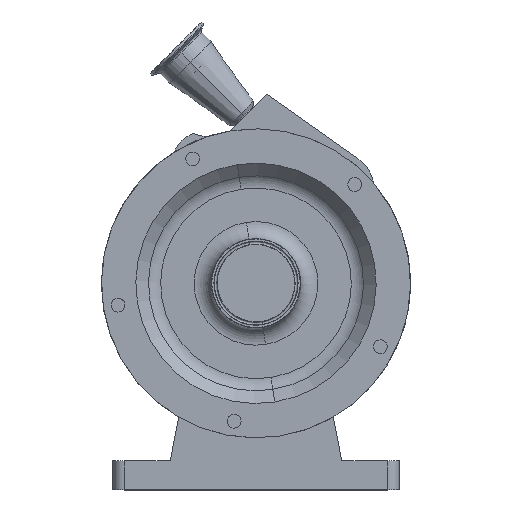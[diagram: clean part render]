
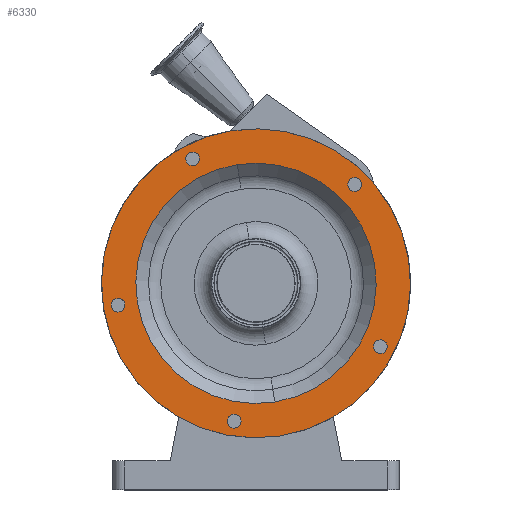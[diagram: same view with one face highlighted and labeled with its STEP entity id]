
A CAD part, top view. The second image highlights one B-rep face of the part: STEP entity #6330.
In plain terms, the highlighted planar face has unit normal (0, 0, 1).
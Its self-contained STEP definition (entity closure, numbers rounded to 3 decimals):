
#252 = VERTEX_POINT ( 'NONE', #1676 ) ;
#282 = VERTEX_POINT ( 'NONE', #6029 ) ;
#301 = VERTEX_POINT ( 'NONE', #6161 ) ;
#372 = EDGE_CURVE ( 'NONE', #301, #252, #6232, .T. ) ;
#409 = VERTEX_POINT ( 'NONE', #6402 ) ;
#412 = VERTEX_POINT ( 'NONE', #6461 ) ;
#419 = VERTEX_POINT ( 'NONE', #6475 ) ;
#429 = VERTEX_POINT ( 'NONE', #6497 ) ;
#430 = EDGE_CURVE ( 'NONE', #434, #429, #6471, .T. ) ;
#434 = VERTEX_POINT ( 'NONE', #6636 ) ;
#438 = EDGE_CURVE ( 'NONE', #475, #409, #6602, .T. ) ;
#442 = EDGE_CURVE ( 'NONE', #493, #480, #6637, .T. ) ;
#451 = VERTEX_POINT ( 'NONE', #6727 ) ;
#461 = VERTEX_POINT ( 'NONE', #6613 ) ;
#471 = EDGE_CURVE ( 'NONE', #282, #481, #6859, .T. ) ;
#475 = VERTEX_POINT ( 'NONE', #6820 ) ;
#479 = EDGE_CURVE ( 'NONE', #412, #419, #6832, .T. ) ;
#480 = VERTEX_POINT ( 'NONE', #6861 ) ;
#481 = VERTEX_POINT ( 'NONE', #6860 ) ;
#484 = EDGE_CURVE ( 'NONE', #461, #451, #6817, .T. ) ;
#493 = VERTEX_POINT ( 'NONE', #6796 ) ;
#576 = EDGE_CURVE ( 'NONE', #451, #461, #7113, .T. ) ;
#1676 = CARTESIAN_POINT ( 'NONE',  ( 21.119, -133.338, 200. ) ) ;
#1810 = DIRECTION ( 'NONE',  ( -0.988, 0.156, 0. ) ) ;
#1811 = DIRECTION ( 'NONE',  ( 0., 0., 1. ) ) ;
#1812 = CARTESIAN_POINT ( 'NONE',  ( -19.085, -120.498, 200. ) ) ;
#1813 = AXIS2_PLACEMENT_3D ( 'NONE', #1812, #1811, #1810 ) ;
#1814 = CIRCLE ( 'NONE', #1813, 6. ) ;
#1831 = CARTESIAN_POINT ( 'NONE',  ( -38.52, -6.101, 200. ) ) ;
#1844 = CIRCLE ( 'NONE', #1899, 6. ) ;
#1847 = CIRCLE ( 'NONE', #1884, 6. ) ;
#1855 = PLANE ( 'NONE',  #1881 ) ;
#1856 = FACE_BOUND ( 'NONE', #5797, .T. ) ;
#1864 = FACE_BOUND ( 'NONE', #6572, .T. ) ;
#1867 = FACE_BOUND ( 'NONE', #6534, .T. ) ;
#1868 = FACE_BOUND ( 'NONE', #6566, .T. ) ;
#1869 = FACE_OUTER_BOUND ( 'NONE', #5793, .T. ) ;
#1881 = AXIS2_PLACEMENT_3D ( 'NONE', #1831, #1889, #1888 ) ;
#1882 = DIRECTION ( 'NONE',  ( 0., 0., 1. ) ) ;
#1883 = CARTESIAN_POINT ( 'NONE',  ( 86.267, 86.267, 200. ) ) ;
#1884 = AXIS2_PLACEMENT_3D ( 'NONE', #1883, #1882, #1891 ) ;
#1888 = DIRECTION ( 'NONE',  ( 0.156, -0.988, 0. ) ) ;
#1889 = DIRECTION ( 'NONE',  ( 0., 0., -1. ) ) ;
#1890 = FACE_BOUND ( 'NONE', #5791, .T. ) ;
#1891 = DIRECTION ( 'NONE',  ( 0.707, -0.707, 0. ) ) ;
#1892 = FACE_BOUND ( 'NONE', #5813, .T. ) ;
#1899 = AXIS2_PLACEMENT_3D ( 'NONE', #1910, #1905, #1903 ) ;
#1903 = DIRECTION ( 'NONE',  ( -0.454, -0.891, 0. ) ) ;
#1905 = DIRECTION ( 'NONE',  ( 0., 0., 1. ) ) ;
#1910 = CARTESIAN_POINT ( 'NONE',  ( 108.703, -55.387, 200. ) ) ;
#1918 = DIRECTION ( 'NONE',  ( 0., 0., 1. ) ) ;
#1920 = CARTESIAN_POINT ( 'NONE',  ( -55.387, 108.703, 200. ) ) ;
#1930 = CIRCLE ( 'NONE', #1949, 6. ) ;
#1949 = AXIS2_PLACEMENT_3D ( 'NONE', #1920, #1918, #1964 ) ;
#1964 = DIRECTION ( 'NONE',  ( 0.891, 0.454, 0. ) ) ;
#2022 = CARTESIAN_POINT ( 'NONE',  ( -120.498, -19.085, 200. ) ) ;
#2038 = DIRECTION ( 'NONE',  ( 0., 0., 1. ) ) ;
#2064 = CIRCLE ( 'NONE', #2066, 6. ) ;
#2066 = AXIS2_PLACEMENT_3D ( 'NONE', #2022, #2038, #2068 ) ;
#2068 = DIRECTION ( 'NONE',  ( -0.156, 0.988, 0. ) ) ;
#2089 = DIRECTION ( 'NONE',  ( -0.156, 0.988, 0. ) ) ;
#2103 = CIRCLE ( 'NONE', #2140, 135. ) ;
#2138 = DIRECTION ( 'NONE',  ( 0., 0., 1. ) ) ;
#2139 = CARTESIAN_POINT ( 'NONE',  ( 0., 0., 200. ) ) ;
#2140 = AXIS2_PLACEMENT_3D ( 'NONE', #2139, #2138, #2089 ) ;
#5791 = EDGE_LOOP ( 'NONE', ( #5814, #6608 ) ) ;
#5793 = EDGE_LOOP ( 'NONE', ( #6576, #6587 ) ) ;
#5797 = EDGE_LOOP ( 'NONE', ( #6205, #6341 ) ) ;
#5812 = ORIENTED_EDGE ( 'NONE', *, *, #430, .F. ) ;
#5813 = EDGE_LOOP ( 'NONE', ( #6586, #6588 ) ) ;
#5814 = ORIENTED_EDGE ( 'NONE', *, *, #576, .F. ) ;
#5837 = EDGE_CURVE ( 'NONE', #429, #434, #2064, .T. ) ;
#5931 = EDGE_CURVE ( 'NONE', #481, #282, #1814, .T. ) ;
#6029 = CARTESIAN_POINT ( 'NONE',  ( -13.159, -121.437, 200. ) ) ;
#6082 = EDGE_CURVE ( 'NONE', #480, #493, #1844, .T. ) ;
#6161 = CARTESIAN_POINT ( 'NONE',  ( -21.119, 133.338, 200. ) ) ;
#6205 = ORIENTED_EDGE ( 'NONE', *, *, #6377, .F. ) ;
#6221 = CARTESIAN_POINT ( 'NONE',  ( 0., 0., 200. ) ) ;
#6232 = CIRCLE ( 'NONE', #6256, 135. ) ;
#6256 = AXIS2_PLACEMENT_3D ( 'NONE', #6221, #6304, #6303 ) ;
#6303 = DIRECTION ( 'NONE',  ( -0.156, 0.988, 0. ) ) ;
#6304 = DIRECTION ( 'NONE',  ( 0., 0., 1. ) ) ;
#6310 = EDGE_CURVE ( 'NONE', #419, #412, #1847, .T. ) ;
#6330 = ADVANCED_FACE ( 'NONE', ( #1856, #1868, #1867, #1892, #1864, #1869, #1890 ), #1855, .F. ) ;
#6341 = ORIENTED_EDGE ( 'NONE', *, *, #438, .F. ) ;
#6372 = ORIENTED_EDGE ( 'NONE', *, *, #442, .F. ) ;
#6377 = EDGE_CURVE ( 'NONE', #409, #475, #1930, .T. ) ;
#6402 = CARTESIAN_POINT ( 'NONE',  ( -50.041, 111.427, 200. ) ) ;
#6418 = DIRECTION ( 'NONE',  ( -0.156, 0.988, 0. ) ) ;
#6419 = DIRECTION ( 'NONE',  ( 0., 0., 1. ) ) ;
#6420 = AXIS2_PLACEMENT_3D ( 'NONE', #6492, #6419, #6418 ) ;
#6461 = CARTESIAN_POINT ( 'NONE',  ( 82.024, 90.51, 200. ) ) ;
#6471 = CIRCLE ( 'NONE', #6420, 6. ) ;
#6475 = CARTESIAN_POINT ( 'NONE',  ( 90.51, 82.024, 200. ) ) ;
#6492 = CARTESIAN_POINT ( 'NONE',  ( -120.498, -19.085, 200. ) ) ;
#6497 = CARTESIAN_POINT ( 'NONE',  ( -121.437, -13.159, 200. ) ) ;
#6534 = EDGE_LOOP ( 'NONE', ( #6569, #6372 ) ) ;
#6535 = ORIENTED_EDGE ( 'NONE', *, *, #479, .F. ) ;
#6566 = EDGE_LOOP ( 'NONE', ( #6570, #6535 ) ) ;
#6569 = ORIENTED_EDGE ( 'NONE', *, *, #6082, .F. ) ;
#6570 = ORIENTED_EDGE ( 'NONE', *, *, #6310, .F. ) ;
#6572 = EDGE_LOOP ( 'NONE', ( #6577, #5812 ) ) ;
#6576 = ORIENTED_EDGE ( 'NONE', *, *, #372, .T. ) ;
#6577 = ORIENTED_EDGE ( 'NONE', *, *, #5837, .F. ) ;
#6586 = ORIENTED_EDGE ( 'NONE', *, *, #5931, .F. ) ;
#6587 = ORIENTED_EDGE ( 'NONE', *, *, #6611, .T. ) ;
#6588 = ORIENTED_EDGE ( 'NONE', *, *, #471, .F. ) ;
#6602 = CIRCLE ( 'NONE', #6610, 6. ) ;
#6608 = ORIENTED_EDGE ( 'NONE', *, *, #484, .F. ) ;
#6609 = CARTESIAN_POINT ( 'NONE',  ( -55.387, 108.703, 200. ) ) ;
#6610 = AXIS2_PLACEMENT_3D ( 'NONE', #6609, #6624, #6646 ) ;
#6611 = EDGE_CURVE ( 'NONE', #252, #301, #2103, .T. ) ;
#6613 = CARTESIAN_POINT ( 'NONE',  ( 16.426, -103.707, 200. ) ) ;
#6618 = DIRECTION ( 'NONE',  ( -0.454, -0.891, 0. ) ) ;
#6619 = DIRECTION ( 'NONE',  ( 0., 0., 1. ) ) ;
#6620 = CARTESIAN_POINT ( 'NONE',  ( 108.703, -55.387, 200. ) ) ;
#6624 = DIRECTION ( 'NONE',  ( 0., 0., 1. ) ) ;
#6636 = CARTESIAN_POINT ( 'NONE',  ( -119.559, -25.011, 200. ) ) ;
#6637 = CIRCLE ( 'NONE', #6643, 6. ) ;
#6643 = AXIS2_PLACEMENT_3D ( 'NONE', #6620, #6619, #6618 ) ;
#6646 = DIRECTION ( 'NONE',  ( 0.891, 0.454, 0. ) ) ;
#6727 = CARTESIAN_POINT ( 'NONE',  ( -16.426, 103.707, 200. ) ) ;
#6788 = DIRECTION ( 'NONE',  ( 0., 0., 1. ) ) ;
#6789 = CARTESIAN_POINT ( 'NONE',  ( -19.085, -120.498, 200. ) ) ;
#6796 = CARTESIAN_POINT ( 'NONE',  ( 111.427, -50.041, 200. ) ) ;
#6817 = CIRCLE ( 'NONE', #6902, 105. ) ;
#6820 = CARTESIAN_POINT ( 'NONE',  ( -60.733, 105.979, 200. ) ) ;
#6831 = CARTESIAN_POINT ( 'NONE',  ( 86.267, 86.267, 200. ) ) ;
#6832 = CIRCLE ( 'NONE', #6833, 6. ) ;
#6833 = AXIS2_PLACEMENT_3D ( 'NONE', #6831, #6838, #6837 ) ;
#6834 = DIRECTION ( 'NONE',  ( -0.988, 0.156, 0. ) ) ;
#6837 = DIRECTION ( 'NONE',  ( 0.707, -0.707, 0. ) ) ;
#6838 = DIRECTION ( 'NONE',  ( 0., 0., 1. ) ) ;
#6858 = AXIS2_PLACEMENT_3D ( 'NONE', #6789, #6788, #6834 ) ;
#6859 = CIRCLE ( 'NONE', #6858, 6. ) ;
#6860 = CARTESIAN_POINT ( 'NONE',  ( -25.011, -119.559, 200. ) ) ;
#6861 = CARTESIAN_POINT ( 'NONE',  ( 105.979, -60.733, 200. ) ) ;
#6862 = CARTESIAN_POINT ( 'NONE',  ( 0., 0., 200. ) ) ;
#6887 = DIRECTION ( 'NONE',  ( -0.156, 0.988, 0. ) ) ;
#6900 = DIRECTION ( 'NONE',  ( 0., 0., 1. ) ) ;
#6902 = AXIS2_PLACEMENT_3D ( 'NONE', #6862, #6900, #6887 ) ;
#7020 = AXIS2_PLACEMENT_3D ( 'NONE', #7093, #7070, #7069 ) ;
#7069 = DIRECTION ( 'NONE',  ( -0.156, 0.988, 0. ) ) ;
#7070 = DIRECTION ( 'NONE',  ( 0., 0., 1. ) ) ;
#7093 = CARTESIAN_POINT ( 'NONE',  ( 0., 0., 200. ) ) ;
#7113 = CIRCLE ( 'NONE', #7020, 105. ) ;
